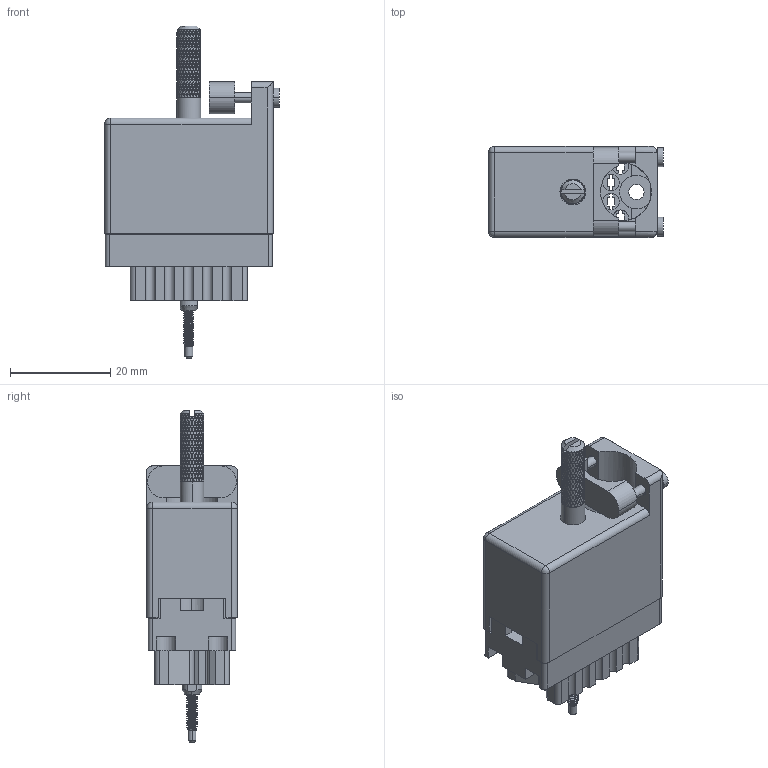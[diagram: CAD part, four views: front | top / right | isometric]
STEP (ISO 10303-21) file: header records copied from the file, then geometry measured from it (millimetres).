
FILE_DESCRIPTION (( 'STEP AP203' ), '1' );
FILE_NAME ('516-020-000-215.STEP', '2020-03-04T15:52:08', ( '' ), ( '' ), 'SwSTEP 2.0', 'SolidWorks 2016', '' );
FILE_SCHEMA (( 'CONFIG_CONTROL_DESIGN' ));
Length unit declared in the file: inch
Products named in the file (9): 516-250-020-111; 516-230-001_Plastic - 020 Top Entry; 516-250-021-102; Actuating Screw Assy 020; 516-253-025-100; 516 Part Receptacle_020; 516-020-000-215; 516-251-025-100; 516-252-022-102
Assembly tree (8 placements, depth 3):
  516-020-000-215
    516 Part Receptacle_020
    516-230-001_Plastic - 020 Top Entry
    Actuating Screw Assy 020
      516-251-025-100
      516-250-021-102
      516-250-020-111
      516-253-025-100
      516-252-022-102
Bounding box: 34.92 x 18.16 x 66.29 mm (x, y, z)
Volume: 9583.3 mm3; surface area: 15654.1 mm2
Topology: 7 solids, 7 shells, 3350 faces, 7524 edges, 4198 vertices
Faces by surface type: bspline 2022, cylinder 784, plane 522, cone 20, sphere 2
Entity records: 181132 total; most frequent: CARTESIAN_POINT 128917, ORIENTED_EDGE 15044, EDGE_CURVE 7522, DIRECTION 5566, VERTEX_POINT 4198, EDGE_LOOP 3434, ADVANCED_FACE 3350, FACE_OUTER_BOUND 3350
